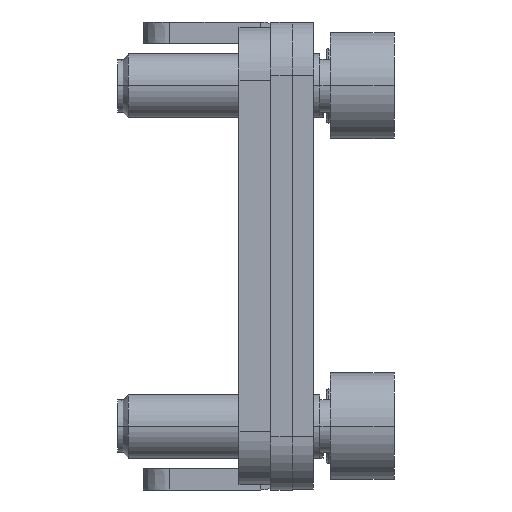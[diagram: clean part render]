
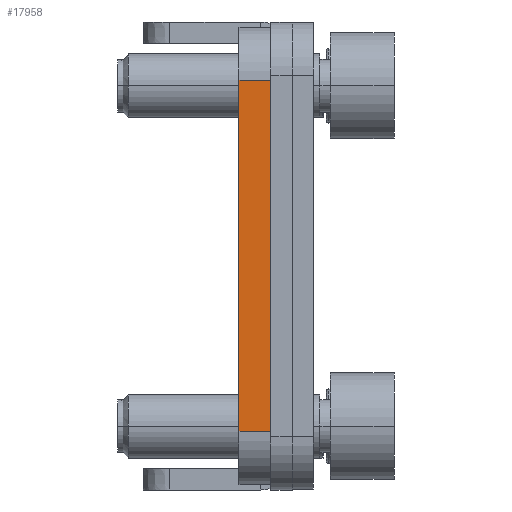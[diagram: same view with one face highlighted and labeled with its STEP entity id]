
A CAD part, left-side view. The second image highlights one B-rep face of the part: STEP entity #17958.
In plain terms, the highlighted planar face has unit normal (-1, 0, 0).
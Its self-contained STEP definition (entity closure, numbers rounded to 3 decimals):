
#17553=DIRECTION('',(0.,0.,1.));
#17554=VECTOR('',#17553,33.);
#17555=CARTESIAN_POINT('',(-70.5,0.5,-16.5));
#17556=LINE('',#17555,#17554);
#17577=DIRECTION('',(0.,1.,0.));
#17578=VECTOR('',#17577,3.);
#17579=CARTESIAN_POINT('',(-70.5,0.5,16.5));
#17580=LINE('',#17579,#17578);
#17589=DIRECTION('',(0.,-1.,0.));
#17590=VECTOR('',#17589,3.);
#17591=CARTESIAN_POINT('',(-70.5,3.5,-16.5));
#17592=LINE('',#17591,#17590);
#17634=DIRECTION('',(0.,0.,-1.));
#17635=VECTOR('',#17634,33.);
#17636=CARTESIAN_POINT('',(-70.5,3.5,16.5));
#17637=LINE('',#17636,#17635);
#17779=CARTESIAN_POINT('',(-70.5,0.5,16.5));
#17781=VERTEX_POINT('',#17779);
#17809=CARTESIAN_POINT('',(-70.5,0.5,-16.5));
#17810=VERTEX_POINT('',#17809);
#17824=CARTESIAN_POINT('',(-70.5,3.5,16.5));
#17826=VERTEX_POINT('',#17824);
#17827=CARTESIAN_POINT('',(-70.5,3.5,-16.5));
#17828=VERTEX_POINT('',#17827);
#17945=CARTESIAN_POINT('',(-70.5,0.5,-17.));
#17946=DIRECTION('',(-1.,0.,0.));
#17947=DIRECTION('',(0.,0.,1.));
#17948=AXIS2_PLACEMENT_3D('',#17945,#17946,#17947);
#17949=PLANE('',#17948);
#17950=ORIENTED_EDGE('',*,*,#17936,.F.);
#17951=ORIENTED_EDGE('',*,*,#17913,.F.);
#17953=ORIENTED_EDGE('',*,*,#17952,.F.);
#17955=ORIENTED_EDGE('',*,*,#17954,.F.);
#17956=EDGE_LOOP('',(#17950,#17951,#17953,#17955));
#17957=FACE_OUTER_BOUND('',#17956,.F.);
#17958=ADVANCED_FACE('',(#17957),#17949,.T.);
#17913=EDGE_CURVE('',#17810,#17781,#17556,.T.);
#17936=EDGE_CURVE('',#17781,#17826,#17580,.T.);
#17952=EDGE_CURVE('',#17828,#17810,#17592,.T.);
#17954=EDGE_CURVE('',#17826,#17828,#17637,.T.);
